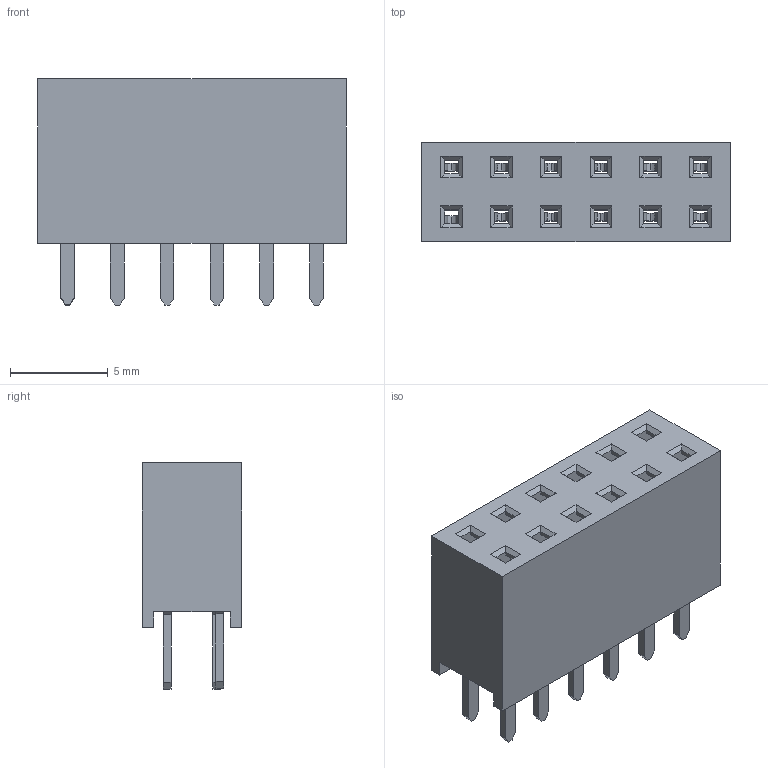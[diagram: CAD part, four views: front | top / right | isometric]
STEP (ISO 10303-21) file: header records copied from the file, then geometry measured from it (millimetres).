
FILE_DESCRIPTION( ( 'Unknown' ), '1' );
FILE_NAME( '61301221821.stp', 'Unknown', ( 'Unknown' ), ( 'Unknown' ), 'PSStep 18.0.17', 'Unknown', ' ' );
FILE_SCHEMA( ( 'AUTOMOTIVE_DESIGN { 1 0 10303 214 1 1 1 1 }' ) );
Length unit declared in the file: millimetre
Products named in the file (3): Assem1; 6130xx21821_PIN; 61301221821
Assembly tree (13 placements, depth 2):
  Assem1
    6130xx21821_PIN  x12
    61301221821
Bounding box: 15.74 x 5.08 x 11.55 mm (x, y, z)
Volume: 544.5 mm3; surface area: 1376.4 mm2
Topology: 13 solids, 13 shells, 454 faces, 1236 edges, 808 vertices
Faces by surface type: plane 406, extrusion 24, cylinder 24
Entity records: 7035 total; most frequent: CARTESIAN_POINT 1002, ORIENTED_EDGE 954, DIRECTION 861, EDGE_CURVE 477, VECTOR 471, LINE 469, VERTEX_POINT 302, EDGE_LOOP 203
